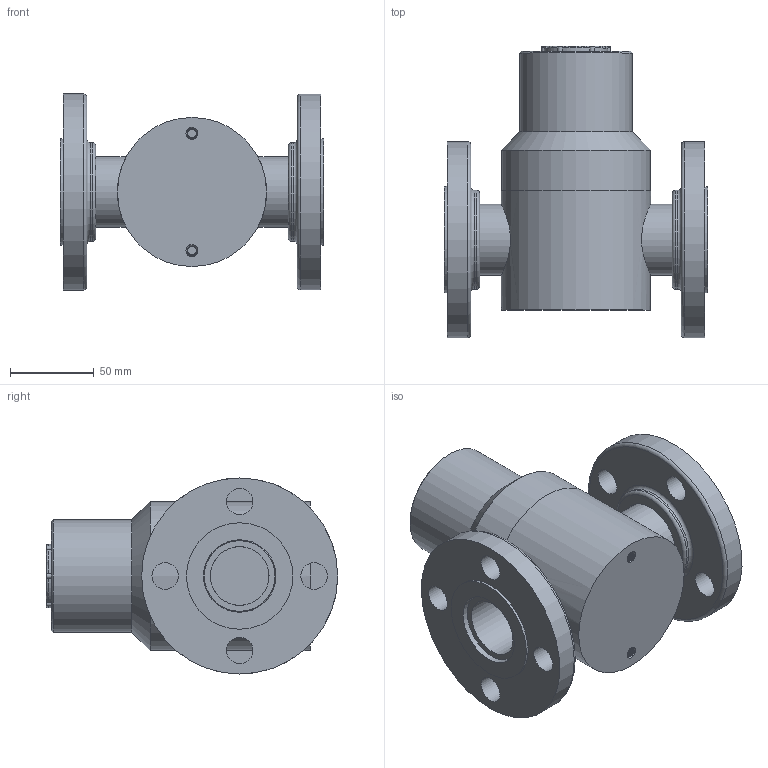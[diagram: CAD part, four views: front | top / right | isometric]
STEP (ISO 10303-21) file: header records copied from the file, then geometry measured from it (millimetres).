
FILE_DESCRIPTION (( 'STEP AP214' ), '1' );
FILE_NAME ('1 1-4-1104-3X-150.STEP', '2019-05-20T15:05:03', ( '' ), ( '' ), 'SwSTEP 2.0', 'SolidWorks 2019', '' );
FILE_SCHEMA (( 'AUTOMOTIVE_DESIGN' ));
Length unit declared in the file: millimetre
Products named in the file (13): 316 mc body 1 1-4 flanged; 1 1-4-1104-3X-150; 32 + 40mm Dust Cap; 1 1-4 flange styb PS-14-1020; PVC Bonnet all size_40mm PVC-304; class_150_flange_nps_1_1_4_slip_on_rf; PVC Bonnet all size
Assembly tree (7 placements, depth 2):
  1 1-4-1104-3X-150
    316 mc body 1 1-4 flanged
    1 1-4 flange styb PS-14-1020  x2
    PVC Bonnet all size_40mm PVC-304
    32 + 40mm Dust Cap
    class_150_flange_nps_1_1_4_slip_on_rf  x2
  32 + 40mm Dust Cap
  1 1-4 flange styb PS-14-1020
  316 mc body 1 1-4 flanged
  class_150_flange_nps_1_1_4_slip_on_rf
Bounding box: 157 x 173.9 x 117 mm (x, y, z)
Volume: 1072809.5 mm3; surface area: 167825.6 mm2
Topology: 7 solids, 7 shells, 130 faces, 300 edges, 199 vertices
Faces by surface type: cylinder 53, plane 37, torus 19, bspline 15, cone 6
Full cylindrical faces by diameter (mm): 15.8 x8, 20 x1, 27.5 x1, 35 x2, 35.052 x2, 42 x1, 42.164 x2, 42.3 x2, 43.2 x2, 59 x2, 63.5 x2, 67 x1, 70 x7, 89 x2, 117 x2
Entity records: 11705 total; most frequent: CARTESIAN_POINT 9296, DIRECTION 416, ORIENTED_EDGE 388, EDGE_CURVE 194, AXIS2_PLACEMENT_3D 194, EDGE_LOOP 160, VERTEX_POINT 144, FACE_OUTER_BOUND 129
